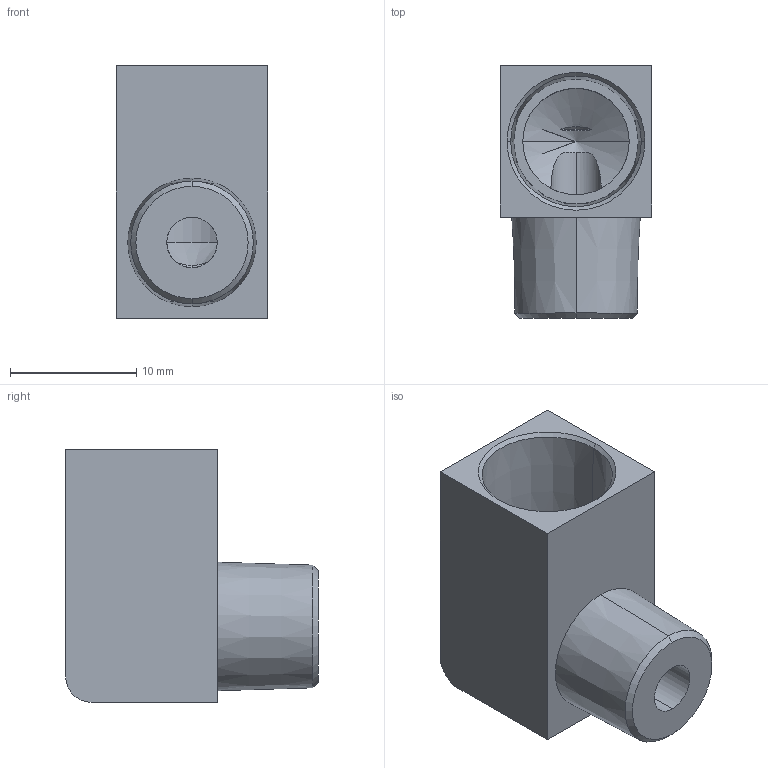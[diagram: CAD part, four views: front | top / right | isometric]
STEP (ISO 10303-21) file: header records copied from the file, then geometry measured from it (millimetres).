
FILE_DESCRIPTION (( 'STEP AP203' ), '1' );
FILE_NAME ('OB-PT1_8-PT1_8.STEP', '2013-10-24T06:32:50', ( 'CPC' ), ( '' ), 'SwSTEP 2.0', 'SolidWorks 2010', '' );
FILE_SCHEMA (( 'CONFIG_CONTROL_DESIGN' ));
Length unit declared in the file: millimetre
Products named in the file (1): OB-PT1_8-PT1_8
Bounding box: 12 x 20 x 20 mm (x, y, z)
Volume: 2326 mm3; surface area: 1990 mm2
Topology: 1 solids, 1 shells, 27 faces, 62 edges, 38 vertices
Faces by surface type: cone 12, plane 8, cylinder 7
Entity records: 904 total; most frequent: CARTESIAN_POINT 216, DIRECTION 131, ORIENTED_EDGE 120, EDGE_CURVE 60, AXIS2_PLACEMENT_3D 51, VERTEX_POINT 38, EDGE_LOOP 32, VECTOR 29
